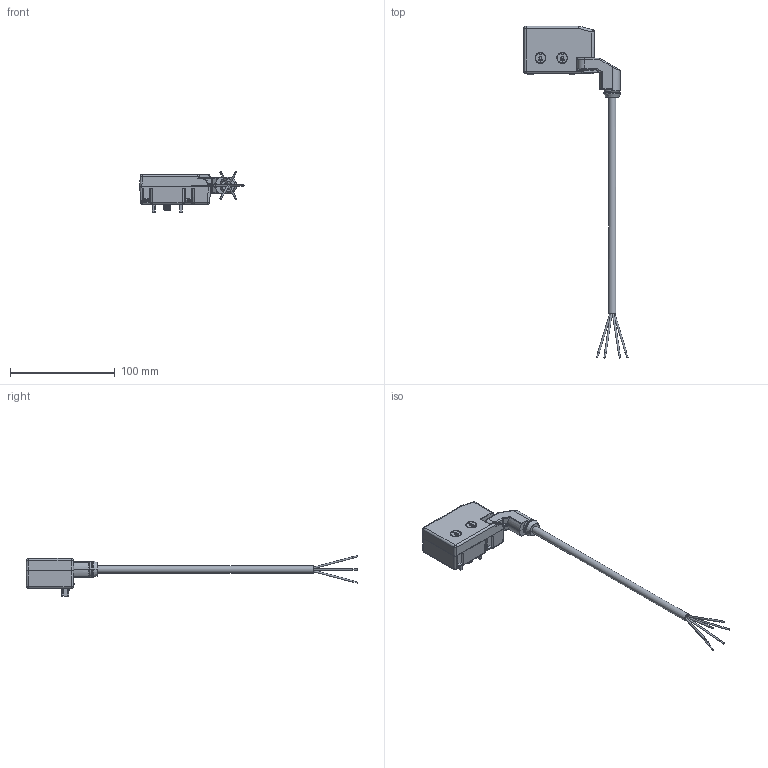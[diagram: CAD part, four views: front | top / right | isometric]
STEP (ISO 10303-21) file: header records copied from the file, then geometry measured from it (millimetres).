
FILE_DESCRIPTION(/* description */ (''),/* implementation_level */ '2;1');
FILE_NAME(/* name */ 'belimo_S2A-H_3D.stp',/* time_stamp */ '2021-05-26T16:17:21+02:00',/* author */ (''),/* organization */ ('BELIMO Automation AG'),/* preprocessor_version */ 'ST-DEVELOPER v16.7',/* originating_system */ 'SIEMENS PLM Software NX 1884',/* authorisation */ '');
FILE_SCHEMA (('AUTOMOTIVE_DESIGN { 1 0 10303 214 3 1 1 1 }'));
Length unit declared in the file: millimetre
Products named in the file (1): areg295CD9F0pwim
Bounding box: 99.73 x 317.45 x 39.06 mm (x, y, z)
Volume: 97328.9 mm3; surface area: 25051 mm2
Topology: 1 solids, 1 shells, 1088 faces, 2634 edges, 1490 vertices
Faces by surface type: cylinder 441, plane 311, bspline 204, sphere 88, torus 21, cone 16, revolution 6, extrusion 1
Full cylindrical faces by diameter (mm): 1.2 x6, 1.6 x6, 7 x1, 7.8 x1
Entity records: 40219 total; most frequent: CARTESIAN_POINT 10090, ORIENTED_EDGE 5058, DIRECTION 4918, EDGE_CURVE 2529, AXIS2_PLACEMENT_3D 1905, VERTEX_POINT 1479, EDGE_LOOP 1134, VECTOR 1102
